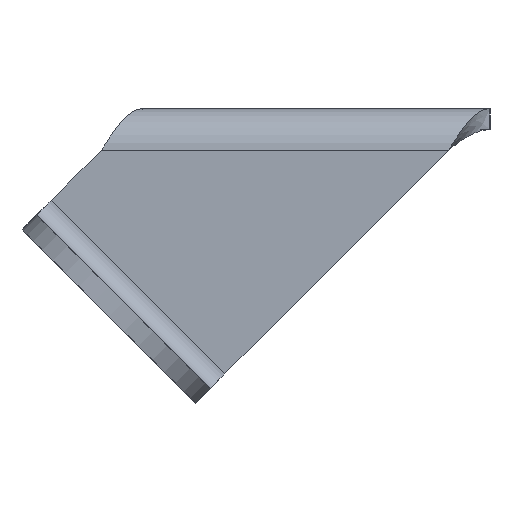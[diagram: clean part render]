
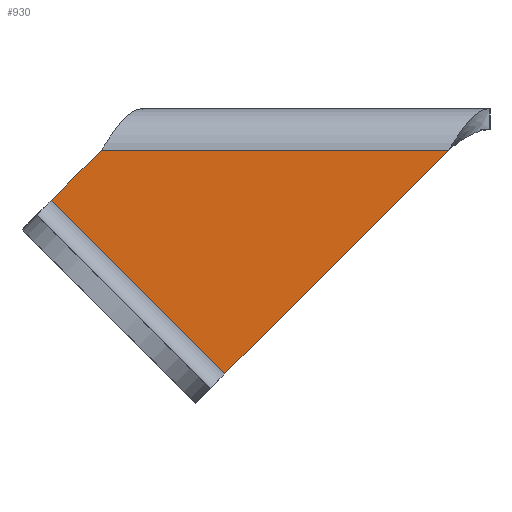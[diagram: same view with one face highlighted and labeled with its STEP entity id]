
A CAD part, left-side view. The second image highlights one B-rep face of the part: STEP entity #930.
In plain terms, the highlighted planar face has unit normal (-1, 0, 0).
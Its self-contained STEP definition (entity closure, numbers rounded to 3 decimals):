
#129=DIRECTION('',(0.,1.,0.));
#130=VECTOR('',#129,25.);
#131=CARTESIAN_POINT('',(-42.5,-9.5,-1.5));
#132=LINE('',#131,#130);
#157=DIRECTION('',(0.,0.707,-0.707));
#158=VECTOR('',#157,5.08);
#159=CARTESIAN_POINT('',(-42.5,15.5,-1.5));
#160=LINE('',#159,#158);
#161=DIRECTION('',(0.,-0.707,0.707));
#162=VECTOR('',#161,22.757);
#163=CARTESIAN_POINT('',(-42.5,6.592,-17.592));
#164=LINE('',#163,#162);
#270=DIRECTION('',(0.,-0.707,-0.707));
#271=VECTOR('',#270,17.678);
#272=CARTESIAN_POINT('',(-42.5,19.092,-5.092));
#273=LINE('',#272,#271);
#613=CARTESIAN_POINT('',(-42.5,-9.5,-1.5));
#614=CARTESIAN_POINT('',(-42.5,15.5,-1.5));
#615=VERTEX_POINT('',#613);
#616=VERTEX_POINT('',#614);
#643=CARTESIAN_POINT('',(-42.5,6.592,-17.592));
#644=VERTEX_POINT('',#643);
#647=CARTESIAN_POINT('',(-42.5,19.092,-5.092));
#648=VERTEX_POINT('',#647);
#916=CARTESIAN_POINT('',(-42.5,6.56,1.5));
#917=DIRECTION('',(-1.,0.,0.));
#918=DIRECTION('',(0.,1.,0.));
#919=AXIS2_PLACEMENT_3D('',#916,#917,#918);
#920=PLANE('',#919);
#922=ORIENTED_EDGE('',*,*,#921,.F.);
#923=ORIENTED_EDGE('',*,*,#906,.F.);
#925=ORIENTED_EDGE('',*,*,#924,.F.);
#927=ORIENTED_EDGE('',*,*,#926,.F.);
#928=EDGE_LOOP('',(#922,#923,#925,#927));
#929=FACE_OUTER_BOUND('',#928,.F.);
#930=ADVANCED_FACE('',(#929),#920,.T.);
#906=EDGE_CURVE('',#615,#616,#132,.T.);
#921=EDGE_CURVE('',#616,#648,#160,.T.);
#924=EDGE_CURVE('',#644,#615,#164,.T.);
#926=EDGE_CURVE('',#648,#644,#273,.T.);
